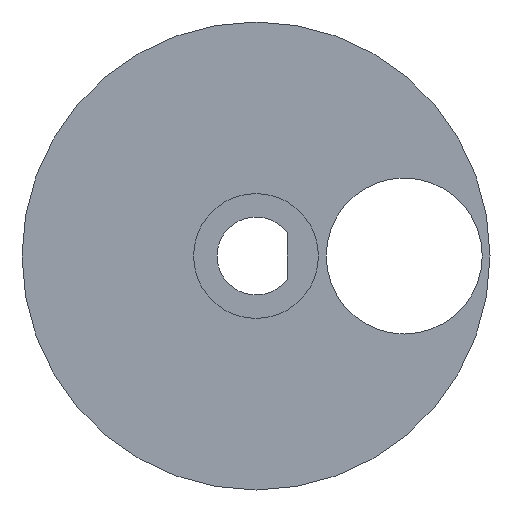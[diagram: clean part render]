
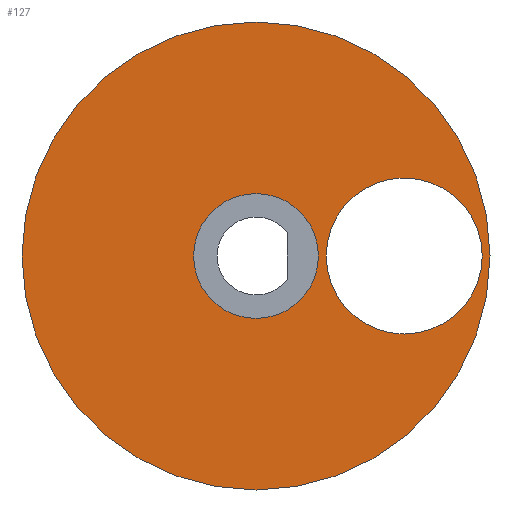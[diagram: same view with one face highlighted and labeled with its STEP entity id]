
A CAD part, front view. The second image highlights one B-rep face of the part: STEP entity #127.
In plain terms, the highlighted planar face has unit normal (0, -1, 0).
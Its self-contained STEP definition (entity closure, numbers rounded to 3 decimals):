
#15=FACE_BOUND('',#34,.T.);
#16=FACE_BOUND('',#35,.T.);
#20=PLANE('',#157);
#25=FACE_OUTER_BOUND('',#33,.T.);
#33=EDGE_LOOP('',(#96));
#34=EDGE_LOOP('',(#97));
#35=EDGE_LOOP('',(#98));
#60=CIRCLE('',#156,5.);
#61=CIRCLE('',#158,15.);
#62=CIRCLE('',#159,4.);
#68=VERTEX_POINT('',#215);
#69=VERTEX_POINT('',#219);
#70=VERTEX_POINT('',#221);
#79=EDGE_CURVE('',#68,#68,#60,.T.);
#80=EDGE_CURVE('',#69,#69,#61,.T.);
#81=EDGE_CURVE('',#70,#70,#62,.T.);
#96=ORIENTED_EDGE('',*,*,#80,.F.);
#97=ORIENTED_EDGE('',*,*,#79,.T.);
#98=ORIENTED_EDGE('',*,*,#81,.T.);
#127=ADVANCED_FACE('',(#25,#15,#16),#20,.F.);
#156=AXIS2_PLACEMENT_3D('',#217,#177,#178);
#157=AXIS2_PLACEMENT_3D('',#218,#179,#180);
#158=AXIS2_PLACEMENT_3D('',#220,#181,#182);
#159=AXIS2_PLACEMENT_3D('',#222,#183,#184);
#177=DIRECTION('center_axis',(0.,1.,0.));
#178=DIRECTION('ref_axis',(1.,0.,0.));
#179=DIRECTION('center_axis',(0.,1.,0.));
#180=DIRECTION('ref_axis',(0.,0.,1.));
#181=DIRECTION('center_axis',(0.,1.,0.));
#182=DIRECTION('ref_axis',(1.,0.,0.));
#183=DIRECTION('center_axis',(0.,1.,0.));
#184=DIRECTION('ref_axis',(-1.,0.,0.));
#215=CARTESIAN_POINT('',(4.5,7.5,0.));
#217=CARTESIAN_POINT('Origin',(9.5,7.5,0.));
#218=CARTESIAN_POINT('Origin',(0.,7.5,0.));
#219=CARTESIAN_POINT('',(-15.,7.5,0.));
#220=CARTESIAN_POINT('Origin',(0.,7.5,0.));
#221=CARTESIAN_POINT('',(4.,7.5,0.));
#222=CARTESIAN_POINT('Origin',(0.,7.5,0.));
